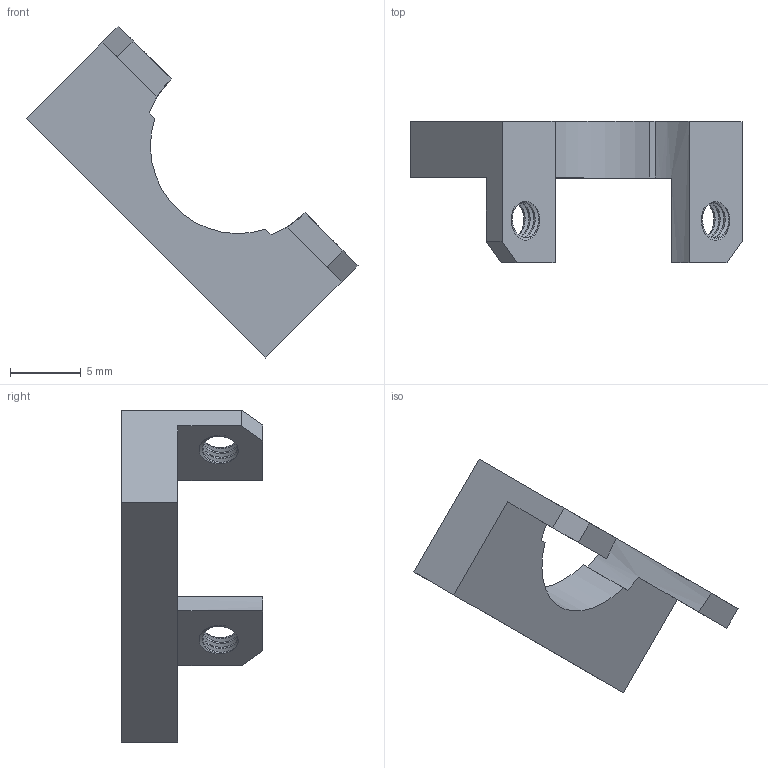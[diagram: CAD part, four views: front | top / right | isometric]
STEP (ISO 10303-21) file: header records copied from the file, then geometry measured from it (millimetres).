
FILE_DESCRIPTION(/* description */ (''),/* implementation_level */ '2;1');
FILE_NAME(/* name */ 'Hall_sensor_holder_tube_back_tightener.step',/* time_stamp */ '2025-03-28T00:07:03+01:00',/* author */ (''),/* organization */ (''),/* preprocessor_version */ 'ST-DEVELOPER v20.1',/* originating_system */ 'Autodesk Translation Framework v14.4.0.0',/* authorisation */ '');
FILE_SCHEMA (('AUTOMOTIVE_DESIGN { 1 0 10303 214 3 1 1 }'));
Length unit declared in the file: millimetre
Products named in the file (1): Hall_sensor_holder_tube_0.5_inch_v1
Bounding box: 23.49 x 10 x 23.49 mm (x, y, z)
Volume: 711.6 mm3; surface area: 792.8 mm2
Topology: 1 solids, 1 shells, 40 faces, 114 edges, 76 vertices
Faces by surface type: cylinder 21, plane 15, bspline 4
Full cylindrical faces by diameter (mm): 2.529 x2, 3.086 x2
Entity records: 2721 total; most frequent: CARTESIAN_POINT 1707, ORIENTED_EDGE 228, DIRECTION 160, EDGE_CURVE 114, VERTEX_POINT 76, LINE 54, VECTOR 54, AXIS2_PLACEMENT_3D 53
